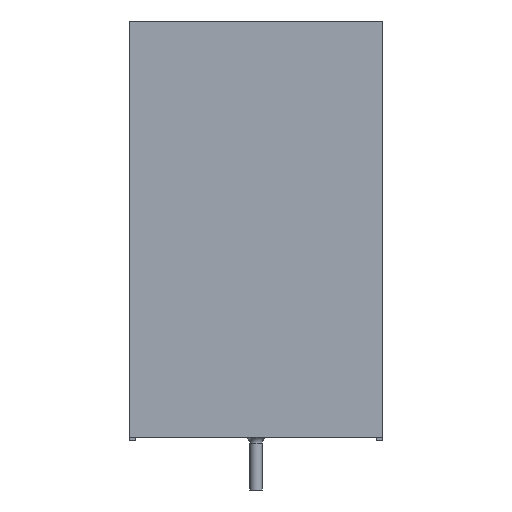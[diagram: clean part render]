
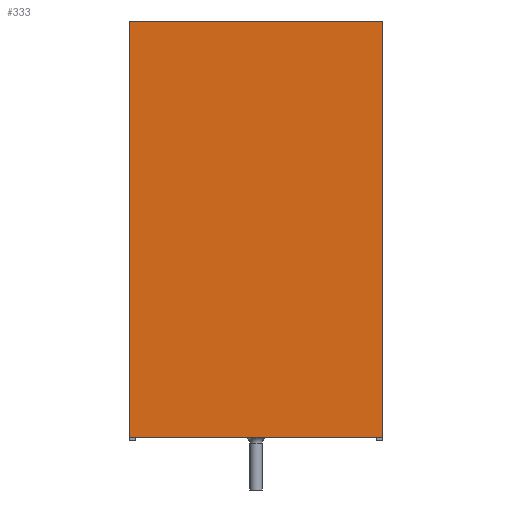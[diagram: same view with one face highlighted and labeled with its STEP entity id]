
A CAD part, left-side view. The second image highlights one B-rep face of the part: STEP entity #333.
In plain terms, the highlighted planar face has unit normal (-1, 0, 0).
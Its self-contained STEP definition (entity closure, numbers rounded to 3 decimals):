
#333 = ADVANCED_FACE( '', ( #850 ), #851, .F. );
#850 = FACE_OUTER_BOUND( '', #1588, .T. );
#851 = PLANE( '', #1589 );
#1588 = EDGE_LOOP( '', ( #2647, #2648, #2649, #2650 ) );
#1589 = AXIS2_PLACEMENT_3D( '', #2651, #2652, #2653 );
#2647 = ORIENTED_EDGE( '', *, *, #4965, .T. );
#2648 = ORIENTED_EDGE( '', *, *, #5137, .F. );
#2649 = ORIENTED_EDGE( '', *, *, #5155, .F. );
#2650 = ORIENTED_EDGE( '', *, *, #5156, .T. );
#2651 = CARTESIAN_POINT( '', ( -21., -10.25, 16.85 ) );
#2652 = DIRECTION( '', ( 1., 0., 0. ) );
#2653 = DIRECTION( '', ( 0., 0., -1. ) );
#4965 = EDGE_CURVE( '', #5768, #5769, #5770, .T. );
#5137 = EDGE_CURVE( '', #6065, #5769, #6067, .T. );
#5155 = EDGE_CURVE( '', #6093, #6065, #6094, .T. );
#5156 = EDGE_CURVE( '', #6093, #5768, #6095, .T. );
#5768 = VERTEX_POINT( '', #6955 );
#5769 = VERTEX_POINT( '', #6956 );
#5770 = LINE( '', #6957, #6958 );
#6065 = VERTEX_POINT( '', #7608 );
#6067 = LINE( '', #7611, #7612 );
#6093 = VERTEX_POINT( '', #7661 );
#6094 = LINE( '', #7662, #7663 );
#6095 = LINE( '', #7664, #7665 );
#6955 = CARTESIAN_POINT( '', ( -21., 10.25, 16.85 ) );
#6956 = CARTESIAN_POINT( '', ( -21., 10.25, -16.85 ) );
#6957 = CARTESIAN_POINT( '', ( -21., 10.25, 16.85 ) );
#6958 = VECTOR( '', #10152, 1000. );
#7608 = CARTESIAN_POINT( '', ( -21., -10.25, -16.85 ) );
#7611 = CARTESIAN_POINT( '', ( -21., -10.25, -16.85 ) );
#7612 = VECTOR( '', #10251, 1000. );
#7661 = CARTESIAN_POINT( '', ( -21., -10.25, 16.85 ) );
#7662 = CARTESIAN_POINT( '', ( -21., -10.25, 16.85 ) );
#7663 = VECTOR( '', #10262, 1000. );
#7664 = CARTESIAN_POINT( '', ( -21., -10.25, 16.85 ) );
#7665 = VECTOR( '', #10263, 1000. );
#10152 = DIRECTION( '', ( 0., 0., -1. ) );
#10251 = DIRECTION( '', ( 0., 1., 0. ) );
#10262 = DIRECTION( '', ( 0., 0., -1. ) );
#10263 = DIRECTION( '', ( 0., 1., 0. ) );
